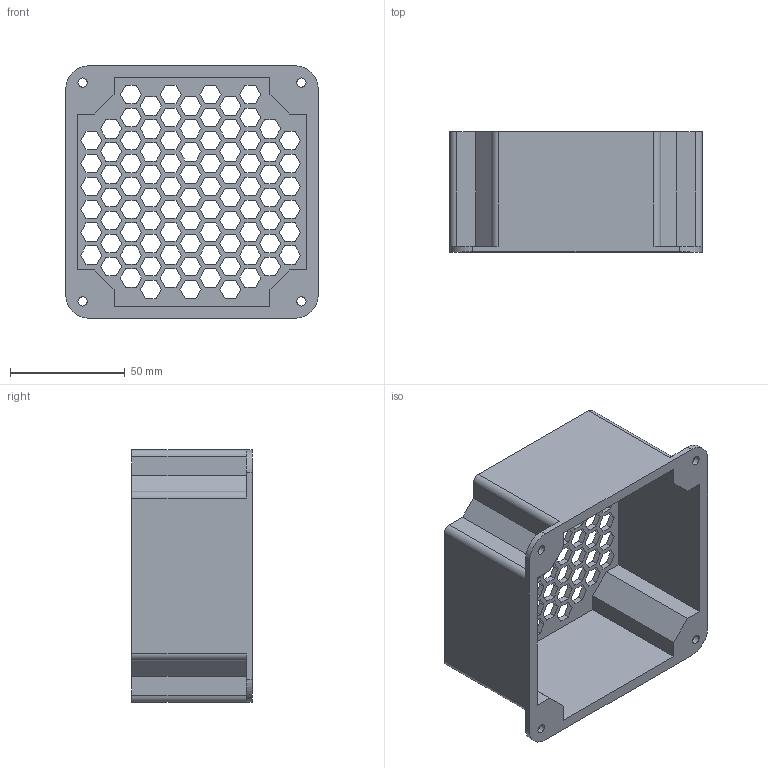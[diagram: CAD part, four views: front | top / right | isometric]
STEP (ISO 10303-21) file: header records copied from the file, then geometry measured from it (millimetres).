
FILE_DESCRIPTION(/* description */ (''),/* implementation_level */ '2;1');
FILE_NAME(/* name */ 'Fan Lid.stp',/* time_stamp */ '2023-09-19T15:55:15-06:00',/* author */ ('aivel'),/* organization */ (''),/* preprocessor_version */ 'ST-DEVELOPER v18.1',/* originating_system */ 'Autodesk Inventor 2020',/* authorisation */ '');
FILE_SCHEMA (('AUTOMOTIVE_DESIGN { 1 0 10303 214 3 1 1 }'));
Length unit declared in the file: millimetre
Products named in the file (1): Tapa superior lampara
Bounding box: 110 x 52.5 x 110 mm (x, y, z)
Volume: 105526.3 mm3; surface area: 61110 mm2
Topology: 1 solids, 1 shells, 589 faces, 1762 edges, 1176 vertices
Faces by surface type: plane 573, cylinder 16
Full cylindrical faces by diameter (mm): 4 x4
Entity records: 19857 total; most frequent: CARTESIAN_POINT 3528, ORIENTED_EDGE 3524, DIRECTION 2978, EDGE_CURVE 1762, LINE 1726, VECTOR 1726, VERTEX_POINT 1176, EDGE_LOOP 776
